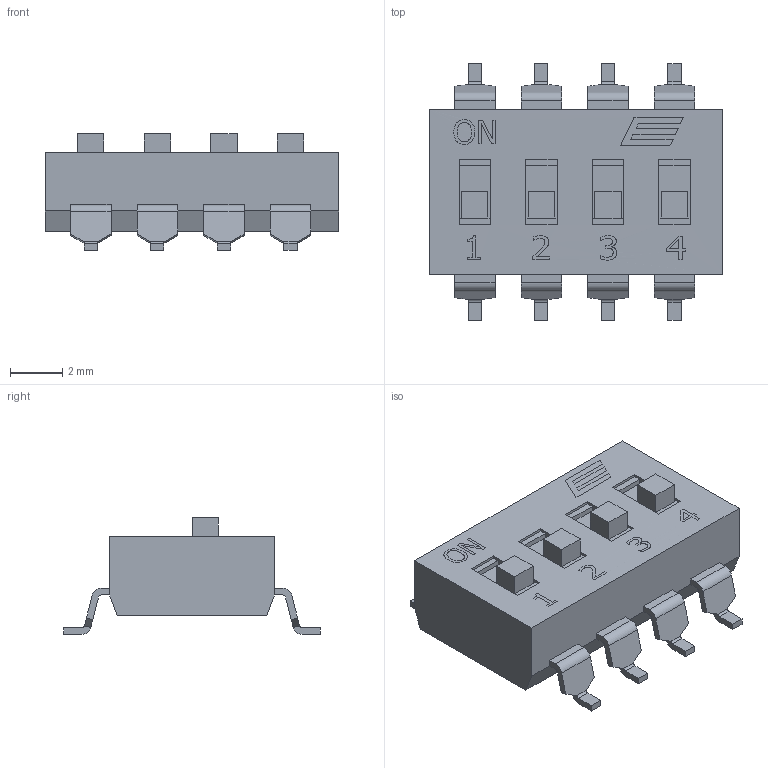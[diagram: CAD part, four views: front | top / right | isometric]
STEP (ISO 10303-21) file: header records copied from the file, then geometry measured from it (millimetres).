
FILE_DESCRIPTION((' '),'2;1');
FILE_NAME('KAE04LGGx.stp','2017-08-01T09:26:28',(' '),(' '),' ','ACIS',' ');
FILE_SCHEMA(('CONFIG_CONTROL_DESIGN'));
Length unit declared in the file: inch
Products named in the file (1): KAE04LGGx.stp
Bounding box: 11.2 x 9.8 x 4.45 mm (x, y, z)
Volume: 219.7 mm3; surface area: 325 mm2
Topology: 1 solids, 1 shells, 213 faces, 643 edges, 445 vertices
Faces by surface type: plane 181, cylinder 32
Entity records: 7375 total; most frequent: CARTESIAN_POINT 1462, ORIENTED_EDGE 1286, DIRECTION 1092, EDGE_CURVE 643, VECTOR 534, LINE 534, VERTEX_POINT 445, AXIS2_PLACEMENT_3D 279
